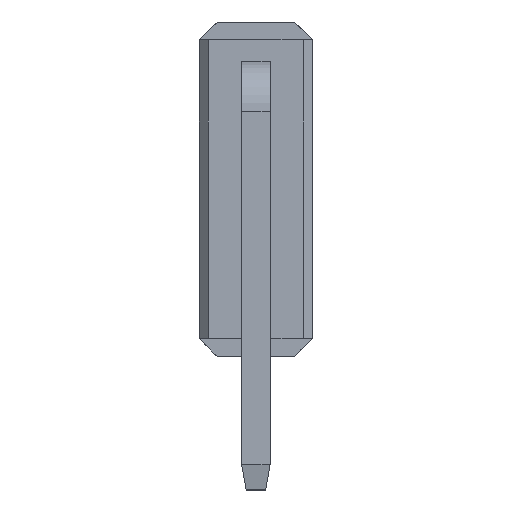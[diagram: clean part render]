
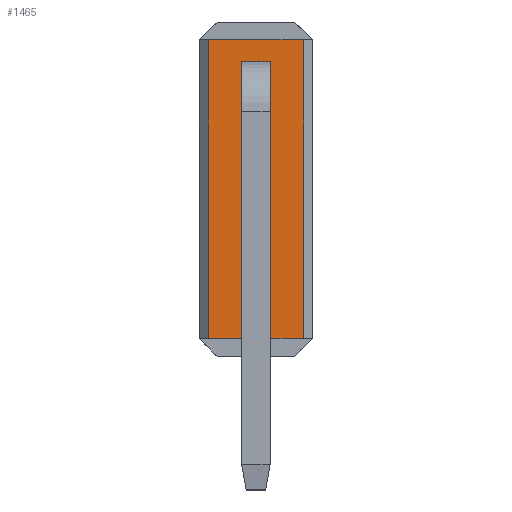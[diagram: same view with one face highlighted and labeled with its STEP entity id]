
A CAD part, front view. The second image highlights one B-rep face of the part: STEP entity #1465.
In plain terms, the highlighted planar face has unit normal (0, -1, 0).
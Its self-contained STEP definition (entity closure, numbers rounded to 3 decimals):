
#27 = ORIENTED_EDGE ( 'NONE', *, *, #599, .T. ) ;
#76 = CARTESIAN_POINT ( 'NONE',  ( 0.32, 0.54, 2.22 ) ) ;
#91 = VERTEX_POINT ( 'NONE', #1307 ) ;
#129 = VECTOR ( 'NONE', #1415, 1000. ) ;
#139 = CARTESIAN_POINT ( 'NONE',  ( -1.27, 0.54, 3.35 ) ) ;
#165 = VERTEX_POINT ( 'NONE', #2018 ) ;
#203 = VECTOR ( 'NONE', #2316, 1000. ) ;
#219 = VERTEX_POINT ( 'NONE', #243 ) ;
#243 = CARTESIAN_POINT ( 'NONE',  ( -0.32, 0.54, -2.22 ) ) ;
#273 = DIRECTION ( 'NONE',  ( 0., 0., 1. ) ) ;
#292 = ORIENTED_EDGE ( 'NONE', *, *, #326, .T. ) ;
#326 = EDGE_CURVE ( 'NONE', #963, #1527, #496, .T. ) ;
#344 = CARTESIAN_POINT ( 'NONE',  ( 0.32, 0.54, 2.86 ) ) ;
#374 = VECTOR ( 'NONE', #2637, 1000. ) ;
#385 = LINE ( 'NONE', #461, #2785 ) ;
#390 = VECTOR ( 'NONE', #1643, 1000. ) ;
#398 = CARTESIAN_POINT ( 'NONE',  ( 0.32, 0.54, -0.32 ) ) ;
#448 = VECTOR ( 'NONE', #2871, 1000. ) ;
#461 = CARTESIAN_POINT ( 'NONE',  ( -0.32, 0.54, 2.22 ) ) ;
#465 = VERTEX_POINT ( 'NONE', #398 ) ;
#496 = LINE ( 'NONE', #2198, #2347 ) ;
#497 = ORIENTED_EDGE ( 'NONE', *, *, #953, .F. ) ;
#501 = VERTEX_POINT ( 'NONE', #1061 ) ;
#510 = DIRECTION ( 'NONE',  ( -1., 0., 0. ) ) ;
#516 = ORIENTED_EDGE ( 'NONE', *, *, #2708, .T. ) ;
#534 = LINE ( 'NONE', #1441, #595 ) ;
#595 = VECTOR ( 'NONE', #2824, 1000. ) ;
#599 = EDGE_CURVE ( 'NONE', #165, #91, #385, .T. ) ;
#600 = CARTESIAN_POINT ( 'NONE',  ( 0.32, 0.54, 0.32 ) ) ;
#605 = DIRECTION ( 'NONE',  ( 0., 0., 1. ) ) ;
#619 = VECTOR ( 'NONE', #2641, 1000. ) ;
#626 = EDGE_CURVE ( 'NONE', #1951, #1089, #1479, .T. ) ;
#651 = ORIENTED_EDGE ( 'NONE', *, *, #923, .F. ) ;
#655 = ORIENTED_EDGE ( 'NONE', *, *, #2022, .T. ) ;
#688 = LINE ( 'NONE', #2514, #1273 ) ;
#731 = CARTESIAN_POINT ( 'NONE',  ( 0.32, 0.54, -2.22 ) ) ;
#780 = CARTESIAN_POINT ( 'NONE',  ( -0.32, 0.54, -2.22 ) ) ;
#810 = PLANE ( 'NONE',  #2148 ) ;
#822 = CARTESIAN_POINT ( 'NONE',  ( -0.32, 0.54, 2.86 ) ) ;
#828 = CARTESIAN_POINT ( 'NONE',  ( -0.32, 0.54, 2.22 ) ) ;
#829 = FACE_BOUND ( 'NONE', #1027, .T. ) ;
#845 = VERTEX_POINT ( 'NONE', #731 ) ;
#863 = LINE ( 'NONE', #2653, #2596 ) ;
#869 = ORIENTED_EDGE ( 'NONE', *, *, #2386, .T. ) ;
#902 = ORIENTED_EDGE ( 'NONE', *, *, #2461, .T. ) ;
#910 = ORIENTED_EDGE ( 'NONE', *, *, #2907, .T. ) ;
#923 = EDGE_CURVE ( 'NONE', #501, #1527, #2689, .T. ) ;
#953 = EDGE_CURVE ( 'NONE', #2818, #501, #1988, .T. ) ;
#963 = VERTEX_POINT ( 'NONE', #1403 ) ;
#980 = LINE ( 'NONE', #986, #390 ) ;
#986 = CARTESIAN_POINT ( 'NONE',  ( -0.32, 0.54, -0.32 ) ) ;
#995 = DIRECTION ( 'NONE',  ( 0., 0., -1. ) ) ;
#1013 = VERTEX_POINT ( 'NONE', #76 ) ;
#1015 = CARTESIAN_POINT ( 'NONE',  ( -0.32, 0.54, 0.32 ) ) ;
#1017 = EDGE_CURVE ( 'NONE', #465, #1951, #980, .T. ) ;
#1027 = EDGE_LOOP ( 'NONE', ( #902, #516, #655, #2223 ) ) ;
#1037 = EDGE_CURVE ( 'NONE', #2818, #963, #2715, .T. ) ;
#1061 = CARTESIAN_POINT ( 'NONE',  ( 1.07, 0.54, 3.35 ) ) ;
#1089 = VERTEX_POINT ( 'NONE', #1015 ) ;
#1121 = DIRECTION ( 'NONE',  ( 0., 0., 1. ) ) ;
#1210 = DIRECTION ( 'NONE',  ( 1., 0., 0. ) ) ;
#1230 = ORIENTED_EDGE ( 'NONE', *, *, #1383, .T. ) ;
#1273 = VECTOR ( 'NONE', #510, 1000. ) ;
#1276 = LINE ( 'NONE', #1895, #1720 ) ;
#1307 = CARTESIAN_POINT ( 'NONE',  ( -0.32, 0.54, 2.86 ) ) ;
#1322 = VERTEX_POINT ( 'NONE', #1425 ) ;
#1355 = EDGE_CURVE ( 'NONE', #219, #845, #2310, .T. ) ;
#1383 = EDGE_CURVE ( 'NONE', #2425, #465, #534, .T. ) ;
#1403 = CARTESIAN_POINT ( 'NONE',  ( -1.07, 0.54, -3.35 ) ) ;
#1408 = FACE_OUTER_BOUND ( 'NONE', #1433, .T. ) ;
#1415 = DIRECTION ( 'NONE',  ( 1., 0., 0. ) ) ;
#1425 = CARTESIAN_POINT ( 'NONE',  ( 0.32, 0.54, -2.86 ) ) ;
#1426 = EDGE_LOOP ( 'NONE', ( #2133, #2884, #910, #1230 ) ) ;
#1433 = EDGE_LOOP ( 'NONE', ( #651, #497, #1569, #292 ) ) ;
#1441 = CARTESIAN_POINT ( 'NONE',  ( 0.32, 0.54, -0.32 ) ) ;
#1465 = ADVANCED_FACE ( 'NONE', ( #829, #2706, #2638, #1408 ), #810, .F. ) ;
#1479 = LINE ( 'NONE', #1775, #2643 ) ;
#1486 = VECTOR ( 'NONE', #995, 1000. ) ;
#1527 = VERTEX_POINT ( 'NONE', #2710 ) ;
#1569 = ORIENTED_EDGE ( 'NONE', *, *, #1037, .T. ) ;
#1616 = LINE ( 'NONE', #822, #374 ) ;
#1643 = DIRECTION ( 'NONE',  ( -1., 0., 0. ) ) ;
#1666 = ORIENTED_EDGE ( 'NONE', *, *, #2917, .T. ) ;
#1692 = VECTOR ( 'NONE', #1210, 1000. ) ;
#1718 = DIRECTION ( 'NONE',  ( 0., 0., -1. ) ) ;
#1720 = VECTOR ( 'NONE', #1905, 1000. ) ;
#1740 = VERTEX_POINT ( 'NONE', #2142 ) ;
#1773 = EDGE_LOOP ( 'NONE', ( #27, #1666, #869, #2539 ) ) ;
#1775 = CARTESIAN_POINT ( 'NONE',  ( -0.32, 0.54, -0.32 ) ) ;
#1822 = CARTESIAN_POINT ( 'NONE',  ( -0.32, 0.54, -2.22 ) ) ;
#1866 = CARTESIAN_POINT ( 'NONE',  ( -1.07, 0.54, 3.35 ) ) ;
#1895 = CARTESIAN_POINT ( 'NONE',  ( 0.32, 0.54, 2.22 ) ) ;
#1905 = DIRECTION ( 'NONE',  ( 0., 0., -1. ) ) ;
#1918 = DIRECTION ( 'NONE',  ( 0., 1., 0. ) ) ;
#1951 = VERTEX_POINT ( 'NONE', #2920 ) ;
#1988 = LINE ( 'NONE', #2561, #129 ) ;
#2003 = DIRECTION ( 'NONE',  ( 0., 0., 1. ) ) ;
#2018 = CARTESIAN_POINT ( 'NONE',  ( -0.32, 0.54, 2.22 ) ) ;
#2022 = EDGE_CURVE ( 'NONE', #1740, #219, #2812, .T. ) ;
#2133 = ORIENTED_EDGE ( 'NONE', *, *, #1017, .T. ) ;
#2142 = CARTESIAN_POINT ( 'NONE',  ( -0.32, 0.54, -2.86 ) ) ;
#2148 = AXIS2_PLACEMENT_3D ( 'NONE', #139, #1918, #605 ) ;
#2166 = CARTESIAN_POINT ( 'NONE',  ( -0.32, 0.54, 0.32 ) ) ;
#2198 = CARTESIAN_POINT ( 'NONE',  ( -1.27, 0.54, -3.35 ) ) ;
#2223 = ORIENTED_EDGE ( 'NONE', *, *, #1355, .T. ) ;
#2260 = VECTOR ( 'NONE', #273, 1000. ) ;
#2262 = LINE ( 'NONE', #828, #619 ) ;
#2295 = LINE ( 'NONE', #2166, #448 ) ;
#2310 = LINE ( 'NONE', #780, #1692 ) ;
#2316 = DIRECTION ( 'NONE',  ( 0., 0., -1. ) ) ;
#2347 = VECTOR ( 'NONE', #2891, 1000. ) ;
#2386 = EDGE_CURVE ( 'NONE', #2846, #1013, #1276, .T. ) ;
#2425 = VERTEX_POINT ( 'NONE', #600 ) ;
#2431 = EDGE_CURVE ( 'NONE', #1013, #165, #2262, .T. ) ;
#2461 = EDGE_CURVE ( 'NONE', #845, #1322, #863, .T. ) ;
#2514 = CARTESIAN_POINT ( 'NONE',  ( -0.32, 0.54, -2.86 ) ) ;
#2539 = ORIENTED_EDGE ( 'NONE', *, *, #2431, .T. ) ;
#2548 = CARTESIAN_POINT ( 'NONE',  ( 1.07, 0.54, 3.35 ) ) ;
#2561 = CARTESIAN_POINT ( 'NONE',  ( -1.27, 0.54, 3.35 ) ) ;
#2596 = VECTOR ( 'NONE', #1718, 1000. ) ;
#2637 = DIRECTION ( 'NONE',  ( 1., 0., 0. ) ) ;
#2638 = FACE_BOUND ( 'NONE', #1773, .T. ) ;
#2641 = DIRECTION ( 'NONE',  ( -1., 0., 0. ) ) ;
#2643 = VECTOR ( 'NONE', #1121, 1000. ) ;
#2653 = CARTESIAN_POINT ( 'NONE',  ( 0.32, 0.54, -2.22 ) ) ;
#2689 = LINE ( 'NONE', #2548, #203 ) ;
#2706 = FACE_BOUND ( 'NONE', #1426, .T. ) ;
#2708 = EDGE_CURVE ( 'NONE', #1322, #1740, #688, .T. ) ;
#2710 = CARTESIAN_POINT ( 'NONE',  ( 1.07, 0.54, -3.35 ) ) ;
#2715 = LINE ( 'NONE', #2809, #1486 ) ;
#2785 = VECTOR ( 'NONE', #2003, 1000. ) ;
#2809 = CARTESIAN_POINT ( 'NONE',  ( -1.07, 0.54, 3.35 ) ) ;
#2812 = LINE ( 'NONE', #1822, #2260 ) ;
#2818 = VERTEX_POINT ( 'NONE', #1866 ) ;
#2824 = DIRECTION ( 'NONE',  ( 0., 0., -1. ) ) ;
#2846 = VERTEX_POINT ( 'NONE', #344 ) ;
#2871 = DIRECTION ( 'NONE',  ( 1., 0., 0. ) ) ;
#2884 = ORIENTED_EDGE ( 'NONE', *, *, #626, .T. ) ;
#2891 = DIRECTION ( 'NONE',  ( 1., 0., 0. ) ) ;
#2907 = EDGE_CURVE ( 'NONE', #1089, #2425, #2295, .T. ) ;
#2917 = EDGE_CURVE ( 'NONE', #91, #2846, #1616, .T. ) ;
#2920 = CARTESIAN_POINT ( 'NONE',  ( -0.32, 0.54, -0.32 ) ) ;
